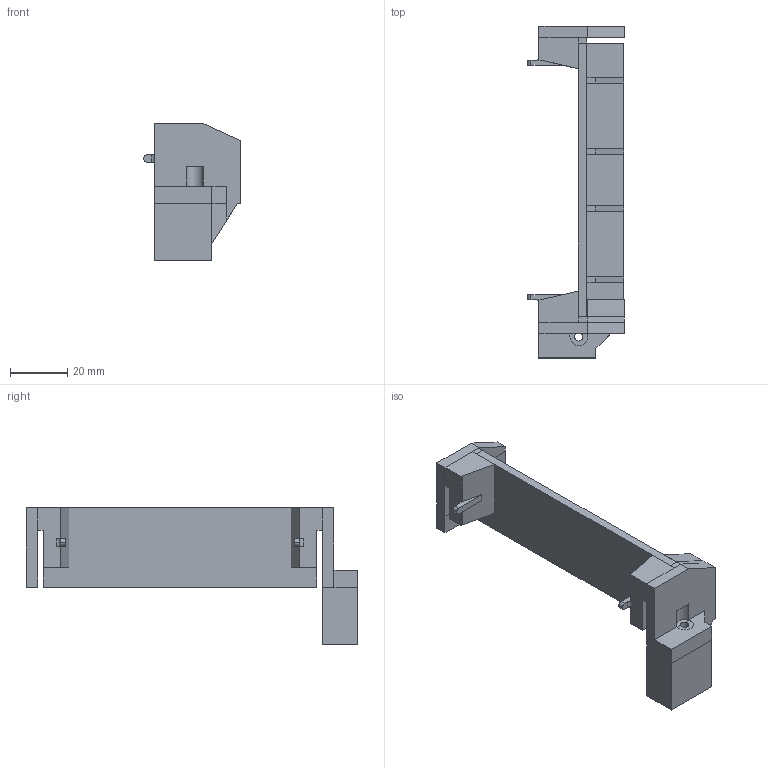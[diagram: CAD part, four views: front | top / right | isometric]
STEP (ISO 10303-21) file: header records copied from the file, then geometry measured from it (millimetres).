
FILE_DESCRIPTION(('FreeCAD Model'),'2;1');
FILE_NAME('Open CASCADE Shape Model','2023-02-20T21:06:18',(''),(''), 'Open CASCADE STEP processor 7.6','FreeCAD','Unknown');
FILE_SCHEMA(('AUTOMOTIVE_DESIGN { 1 0 10303 214 1 1 1 1 }'));
Length unit declared in the file: millimetre
Products named in the file (1): механизм сбора
Bounding box: 34 x 116.4 x 48 mm (x, y, z)
Volume: 28185.3 mm3; surface area: 18482.6 mm2
Topology: 1 solids, 1 shells, 120 faces, 319 edges, 201 vertices
Faces by surface type: plane 112, cylinder 8
Full cylindrical faces by diameter (mm): 3 x1
Entity records: 7814 total; most frequent: CARTESIAN_POINT 1315, DIRECTION 1213, LINE 915, VECTOR 915, ORIENTED_EDGE 638, PCURVE 638, DEFINITIONAL_REPRESENTATION 638, EDGE_CURVE 319
